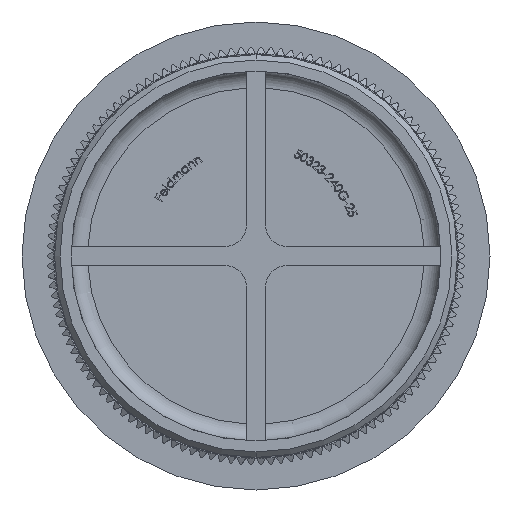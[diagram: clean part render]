
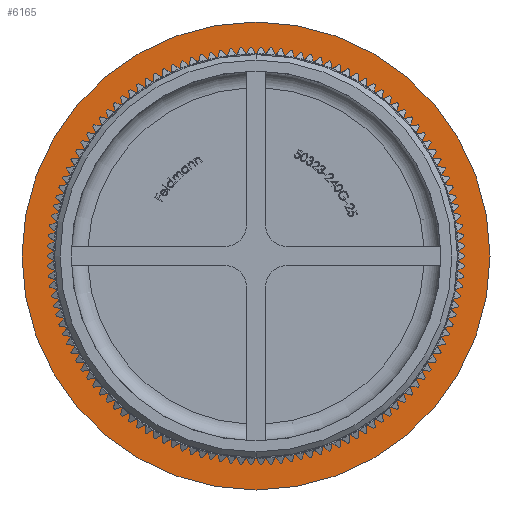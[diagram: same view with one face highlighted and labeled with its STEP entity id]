
A CAD part, front view. The second image highlights one B-rep face of the part: STEP entity #6165.
In plain terms, the highlighted planar face has unit normal (0, -1, 0).
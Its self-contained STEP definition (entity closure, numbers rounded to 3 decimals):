
#751 = CIRCLE ( 'NONE', #28128, 18.25 ) ;
#2705 = CARTESIAN_POINT ( 'NONE',  ( 0., 13.1, 0. ) ) ;
#3598 = ORIENTED_EDGE ( 'NONE', *, *, #43867, .T. ) ;
#3833 = VERTEX_POINT ( 'NONE', #9845 ) ;
#3980 = CARTESIAN_POINT ( 'NONE',  ( 0., 13.1, -18.25 ) ) ;
#5203 = DIRECTION ( 'NONE',  ( 0., 0., -1. ) ) ;
#6165 = ADVANCED_FACE ( 'NONE', ( #9642, #29896 ), #7862, .T. ) ;
#6336 = VERTEX_POINT ( 'NONE', #13730 ) ;
#6648 = AXIS2_PLACEMENT_3D ( 'NONE', #13367, #34056, #13684 ) ;
#7421 = CARTESIAN_POINT ( 'NONE',  ( 21.2, 13.1, 0. ) ) ;
#7862 = PLANE ( 'NONE',  #13056 ) ;
#9642 = FACE_BOUND ( 'NONE', #19042, .T. ) ;
#9721 = VERTEX_POINT ( 'NONE', #3980 ) ;
#9845 = CARTESIAN_POINT ( 'NONE',  ( 0., 13.1, 18.25 ) ) ;
#10567 = DIRECTION ( 'NONE',  ( 0., -1., 0. ) ) ;
#12532 = CIRCLE ( 'NONE', #15141, 21.2 ) ;
#12644 = DIRECTION ( 'NONE',  ( 0., 0., -1. ) ) ;
#13056 = AXIS2_PLACEMENT_3D ( 'NONE', #7421, #10567, #18013 ) ;
#13088 = DIRECTION ( 'NONE',  ( 0., -1., 0. ) ) ;
#13367 = CARTESIAN_POINT ( 'NONE',  ( 0., 13.1, 0. ) ) ;
#13684 = DIRECTION ( 'NONE',  ( 0., 0., -1. ) ) ;
#13730 = CARTESIAN_POINT ( 'NONE',  ( 0., 13.1, 21.2 ) ) ;
#15141 = AXIS2_PLACEMENT_3D ( 'NONE', #15418, #39082, #18080 ) ;
#15418 = CARTESIAN_POINT ( 'NONE',  ( 0., 13.1, 0. ) ) ;
#18013 = DIRECTION ( 'NONE',  ( 0., 0., -1. ) ) ;
#18080 = DIRECTION ( 'NONE',  ( 0., 0., -1. ) ) ;
#18607 = DIRECTION ( 'NONE',  ( 0., -1., 0. ) ) ;
#18850 = EDGE_CURVE ( 'NONE', #20366, #6336, #37652, .T. ) ;
#19042 = EDGE_LOOP ( 'NONE', ( #39408, #28735 ) ) ;
#20366 = VERTEX_POINT ( 'NONE', #29239 ) ;
#23579 = AXIS2_PLACEMENT_3D ( 'NONE', #2705, #13088, #12644 ) ;
#25318 = EDGE_CURVE ( 'NONE', #9721, #3833, #35679, .T. ) ;
#28128 = AXIS2_PLACEMENT_3D ( 'NONE', #39009, #18607, #5203 ) ;
#28735 = ORIENTED_EDGE ( 'NONE', *, *, #30232, .F. ) ;
#29239 = CARTESIAN_POINT ( 'NONE',  ( 0., 13.1, -21.2 ) ) ;
#29896 = FACE_OUTER_BOUND ( 'NONE', #39168, .T. ) ;
#30232 = EDGE_CURVE ( 'NONE', #3833, #9721, #751, .T. ) ;
#34056 = DIRECTION ( 'NONE',  ( 0., -1., 0. ) ) ;
#35679 = CIRCLE ( 'NONE', #6648, 18.25 ) ;
#37652 = CIRCLE ( 'NONE', #23579, 21.2 ) ;
#39009 = CARTESIAN_POINT ( 'NONE',  ( 0., 13.1, 0. ) ) ;
#39082 = DIRECTION ( 'NONE',  ( 0., -1., 0. ) ) ;
#39168 = EDGE_LOOP ( 'NONE', ( #40481, #3598 ) ) ;
#39408 = ORIENTED_EDGE ( 'NONE', *, *, #25318, .F. ) ;
#40481 = ORIENTED_EDGE ( 'NONE', *, *, #18850, .T. ) ;
#43867 = EDGE_CURVE ( 'NONE', #6336, #20366, #12532, .T. ) ;
